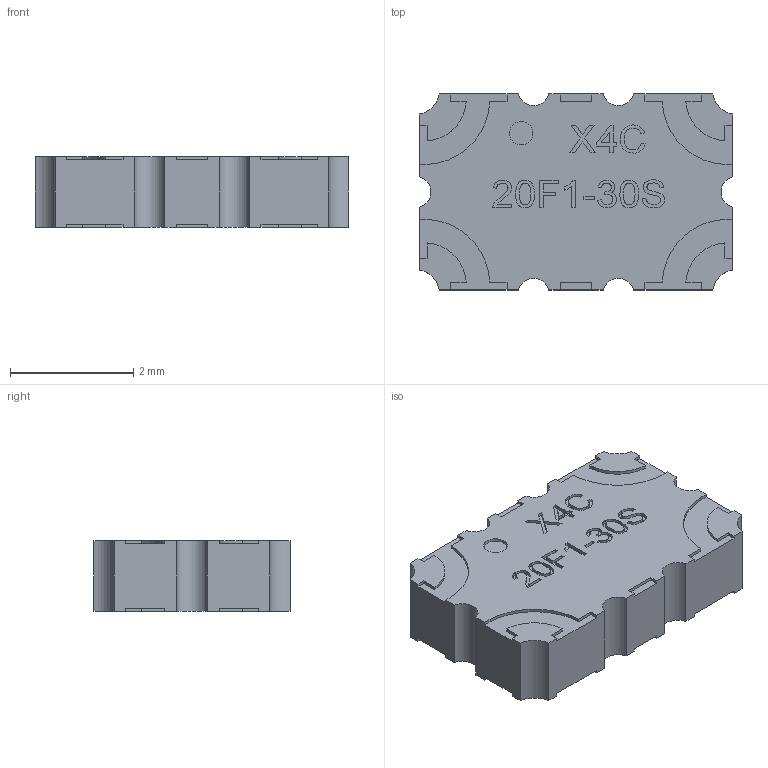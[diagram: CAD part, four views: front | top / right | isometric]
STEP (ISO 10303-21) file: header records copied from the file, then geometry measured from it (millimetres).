
FILE_DESCRIPTION (( 'STEP AP203' ), '1' );
FILE_NAME ('X4C20F1-30S.STEP', '2025-01-29T18:59:46', ( '' ), ( '' ), 'SwSTEP 2.0', 'SolidWorks 2023', '' );
FILE_SCHEMA (( 'CONFIG_CONTROL_DESIGN' ));
Length unit declared in the file: inch
Products named in the file (1): X4C20F1-30S
Bounding box: 5.08 x 3.17 x 1.14 mm (x, y, z)
Volume: 17.3 mm3; surface area: 52.5 mm2
Topology: 1 solids, 1 shells, 278 faces, 780 edges, 520 vertices
Faces by surface type: plane 184, bspline 71, cylinder 23
Entity records: 12999 total; most frequent: CARTESIAN_POINT 6186, ORIENTED_EDGE 1560, DIRECTION 1100, EDGE_CURVE 780, LINE 592, VECTOR 592, VERTEX_POINT 520, EDGE_LOOP 294
